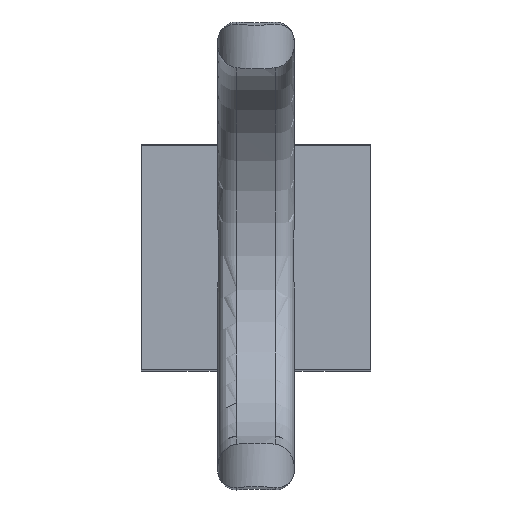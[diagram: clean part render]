
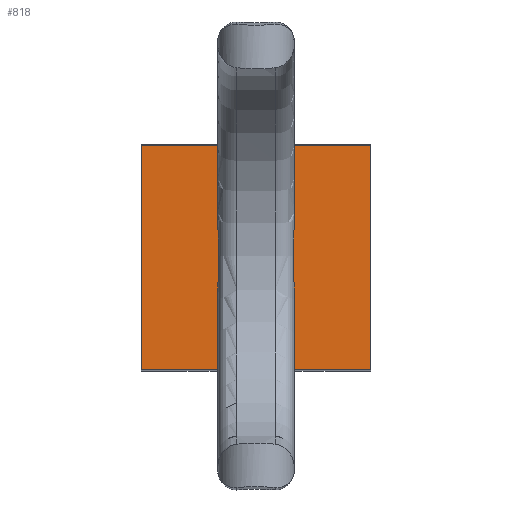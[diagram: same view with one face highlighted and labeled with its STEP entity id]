
A CAD part, top view. The second image highlights one B-rep face of the part: STEP entity #818.
In plain terms, the highlighted planar face has unit normal (0, 0, 1).
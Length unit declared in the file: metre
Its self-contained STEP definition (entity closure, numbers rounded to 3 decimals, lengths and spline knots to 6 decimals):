
#30=PLANE('',#886);
#45=B_SPLINE_CURVE_WITH_KNOTS('',3,(#1255,#1256,#1257,#1258,#1259,#1260,
#1261,#1262,#1263),.UNSPECIFIED.,.F.,.F.,(4,1,1,1,1,1,4),(0.,0.001877,
0.003755,0.005632,0.00751,0.011265,
0.01502),.UNSPECIFIED.);
#46=B_SPLINE_CURVE_WITH_KNOTS('',3,(#1267,#1268,#1269,#1270,#1271),
 .UNSPECIFIED.,.F.,.F.,(4,1,4),(0.,0.011485,0.02297),
 .UNSPECIFIED.);
#47=B_SPLINE_CURVE_WITH_KNOTS('',3,(#1275,#1276,#1277,#1278,#1279,#1280,
#1281,#1282,#1283),.UNSPECIFIED.,.F.,.F.,(4,1,1,1,1,1,4),(0.,0.003704,
0.007409,0.009261,0.011113,0.012966,
0.014818),.UNSPECIFIED.);
#48=B_SPLINE_CURVE_WITH_KNOTS('',3,(#1287,#1288,#1289,#1290,#1291,#1292,
#1293,#1294,#1295),.UNSPECIFIED.,.F.,.F.,(4,1,1,1,1,1,4),(0.,0.001877,
0.003755,0.005632,0.00751,0.011265,
0.01502),.UNSPECIFIED.);
#49=B_SPLINE_CURVE_WITH_KNOTS('',3,(#1299,#1300,#1301,#1302,#1303),
 .UNSPECIFIED.,.F.,.F.,(4,1,4),(0.,0.011485,0.02297),
 .UNSPECIFIED.);
#50=B_SPLINE_CURVE_WITH_KNOTS('',3,(#1307,#1308,#1309,#1310,#1311,#1312,
#1313,#1314,#1315),.UNSPECIFIED.,.F.,.F.,(4,1,1,1,1,1,4),(0.,0.003704,
0.007409,0.009261,0.011113,0.012966,
0.014818),.UNSPECIFIED.);
#139=ORIENTED_EDGE('',*,*,#389,.F.);
#140=ORIENTED_EDGE('',*,*,#397,.F.);
#141=ORIENTED_EDGE('',*,*,#398,.T.);
#142=ORIENTED_EDGE('',*,*,#399,.T.);
#143=ORIENTED_EDGE('',*,*,#395,.F.);
#144=ORIENTED_EDGE('',*,*,#400,.T.);
#145=ORIENTED_EDGE('',*,*,#401,.F.);
#146=ORIENTED_EDGE('',*,*,#402,.T.);
#147=ORIENTED_EDGE('',*,*,#403,.F.);
#148=ORIENTED_EDGE('',*,*,#404,.T.);
#149=ORIENTED_EDGE('',*,*,#405,.T.);
#150=ORIENTED_EDGE('',*,*,#406,.T.);
#151=ORIENTED_EDGE('',*,*,#407,.T.);
#152=ORIENTED_EDGE('',*,*,#408,.T.);
#153=ORIENTED_EDGE('',*,*,#409,.T.);
#154=ORIENTED_EDGE('',*,*,#410,.T.);
#389=EDGE_CURVE('',#518,#519,#599,.F.);
#395=EDGE_CURVE('',#524,#525,#600,.F.);
#397=EDGE_CURVE('',#526,#518,#601,.T.);
#398=EDGE_CURVE('',#526,#527,#602,.T.);
#399=EDGE_CURVE('',#527,#525,#603,.T.);
#400=EDGE_CURVE('',#524,#528,#45,.T.);
#401=EDGE_CURVE('',#529,#528,#604,.T.);
#402=EDGE_CURVE('',#529,#530,#46,.T.);
#403=EDGE_CURVE('',#531,#530,#605,.T.);
#404=EDGE_CURVE('',#531,#532,#47,.T.);
#405=EDGE_CURVE('',#532,#533,#606,.T.);
#406=EDGE_CURVE('',#533,#534,#48,.T.);
#407=EDGE_CURVE('',#534,#535,#607,.T.);
#408=EDGE_CURVE('',#535,#536,#49,.T.);
#409=EDGE_CURVE('',#536,#537,#608,.T.);
#410=EDGE_CURVE('',#537,#519,#50,.T.);
#518=VERTEX_POINT('',#1219);
#519=VERTEX_POINT('',#1221);
#524=VERTEX_POINT('',#1245);
#525=VERTEX_POINT('',#1247);
#526=VERTEX_POINT('',#1251);
#527=VERTEX_POINT('',#1253);
#528=VERTEX_POINT('',#1264);
#529=VERTEX_POINT('',#1266);
#530=VERTEX_POINT('',#1272);
#531=VERTEX_POINT('',#1274);
#532=VERTEX_POINT('',#1284);
#533=VERTEX_POINT('',#1286);
#534=VERTEX_POINT('',#1296);
#535=VERTEX_POINT('',#1298);
#536=VERTEX_POINT('',#1304);
#537=VERTEX_POINT('',#1306);
#599=LINE('',#1220,#642);
#600=LINE('',#1246,#643);
#601=LINE('',#1250,#644);
#602=LINE('',#1252,#645);
#603=LINE('',#1254,#646);
#604=LINE('',#1265,#647);
#605=LINE('',#1273,#648);
#606=LINE('',#1285,#649);
#607=LINE('',#1297,#650);
#608=LINE('',#1305,#651);
#642=VECTOR('',#983,1.);
#643=VECTOR('',#990,1.);
#644=VECTOR('',#995,1.);
#645=VECTOR('',#996,1.);
#646=VECTOR('',#997,1.);
#647=VECTOR('',#998,1.);
#648=VECTOR('',#999,1.);
#649=VECTOR('',#1000,1.);
#650=VECTOR('',#1001,1.);
#651=VECTOR('',#1002,1.);
#685=EDGE_LOOP('',(#139,#140,#141,#142,#143,#144,#145,#146,#147,#148,#149,
#150,#151,#152,#153,#154));
#742=FACE_BOUND('',#685,.T.);
#818=ADVANCED_FACE('',(#742),#30,.T.);
#886=AXIS2_PLACEMENT_3D('',#1249,#993,#994);
#983=DIRECTION('',(-1.,0.,0.));
#990=DIRECTION('',(-1.,0.,0.));
#993=DIRECTION('',(0.,0.,1.));
#994=DIRECTION('',(1.,0.,0.));
#995=DIRECTION('',(0.,1.,0.));
#996=DIRECTION('',(1.,0.,0.));
#997=DIRECTION('',(0.,1.,0.));
#998=DIRECTION('',(0.,1.,0.));
#999=DIRECTION('',(0.,1.,0.));
#1000=DIRECTION('',(-1.,0.,0.));
#1001=DIRECTION('',(0.,1.,0.));
#1002=DIRECTION('',(0.,1.,0.));
#1219=CARTESIAN_POINT('',(0.02,0.029195,-0.018));
#1220=CARTESIAN_POINT('',(0.0875,0.029195,-0.018));
#1221=CARTESIAN_POINT('',(0.045,0.029195,-0.018));
#1245=CARTESIAN_POINT('',(0.055,0.029195,-0.018));
#1246=CARTESIAN_POINT('',(0.0875,0.029195,-0.018));
#1247=CARTESIAN_POINT('',(0.08,0.029195,-0.018));
#1249=CARTESIAN_POINT('',(0.06,-0.000332,-0.018));
#1250=CARTESIAN_POINT('',(0.02,-0.000332,-0.018));
#1251=CARTESIAN_POINT('',(0.02,-0.029701,-0.018));
#1252=CARTESIAN_POINT('',(0.05,-0.029701,-0.018));
#1253=CARTESIAN_POINT('',(0.08,-0.029701,-0.018));
#1254=CARTESIAN_POINT('',(0.08,-0.000332,-0.018));
#1255=CARTESIAN_POINT('',(0.055,0.029195,-0.018));
#1256=CARTESIAN_POINT('',(0.055636,0.029195,-0.018));
#1257=CARTESIAN_POINT('',(0.056833,0.028658,-0.018));
#1258=CARTESIAN_POINT('',(0.058014,0.027153,-0.018));
#1259=CARTESIAN_POINT('',(0.058798,0.02546,-0.018));
#1260=CARTESIAN_POINT('',(0.059504,0.023051,-0.018));
#1261=CARTESIAN_POINT('',(0.059922,0.020003,-0.018));
#1262=CARTESIAN_POINT('',(0.06,0.01753,-0.018));
#1263=CARTESIAN_POINT('',(0.06,0.016289,-0.018));
#1264=CARTESIAN_POINT('',(0.06,0.016289,-0.018));
#1265=CARTESIAN_POINT('',(0.06,0.008865,-0.018));
#1266=CARTESIAN_POINT('',(0.06,0.011483,-0.018));
#1267=CARTESIAN_POINT('',(0.06,0.011483,-0.018));
#1268=CARTESIAN_POINT('',(0.06,0.007654,-0.018));
#1269=CARTESIAN_POINT('',(0.059702,-0.000001,-0.018));
#1270=CARTESIAN_POINT('',(0.06,-0.007655,-0.018));
#1271=CARTESIAN_POINT('',(0.06,-0.011483,-0.018));
#1272=CARTESIAN_POINT('',(0.06,-0.011483,-0.018));
#1273=CARTESIAN_POINT('',(0.06,0.008865,-0.018));
#1274=CARTESIAN_POINT('',(0.06,-0.016289,-0.018));
#1275=CARTESIAN_POINT('',(0.06,-0.016289,-0.018));
#1276=CARTESIAN_POINT('',(0.06,-0.017531,-0.018));
#1277=CARTESIAN_POINT('',(0.059923,-0.020005,-0.018));
#1278=CARTESIAN_POINT('',(0.0595,-0.023067,-0.018));
#1279=CARTESIAN_POINT('',(0.058794,-0.025473,-0.018));
#1280=CARTESIAN_POINT('',(0.058006,-0.027165,-0.018));
#1281=CARTESIAN_POINT('',(0.056835,-0.028656,-0.018));
#1282=CARTESIAN_POINT('',(0.055635,-0.029195,-0.018));
#1283=CARTESIAN_POINT('',(0.055,-0.029195,-0.018));
#1284=CARTESIAN_POINT('',(0.055,-0.029195,-0.018));
#1285=CARTESIAN_POINT('',(0.0875,-0.029195,-0.018));
#1286=CARTESIAN_POINT('',(0.045,-0.029195,-0.018));
#1287=CARTESIAN_POINT('',(0.045,-0.029195,-0.018));
#1288=CARTESIAN_POINT('',(0.044364,-0.029195,-0.018));
#1289=CARTESIAN_POINT('',(0.043167,-0.028658,-0.018));
#1290=CARTESIAN_POINT('',(0.041986,-0.027153,-0.018));
#1291=CARTESIAN_POINT('',(0.041202,-0.02546,-0.018));
#1292=CARTESIAN_POINT('',(0.040496,-0.023051,-0.018));
#1293=CARTESIAN_POINT('',(0.040078,-0.020003,-0.018));
#1294=CARTESIAN_POINT('',(0.04,-0.01753,-0.018));
#1295=CARTESIAN_POINT('',(0.04,-0.016289,-0.018));
#1296=CARTESIAN_POINT('',(0.04,-0.016289,-0.018));
#1297=CARTESIAN_POINT('',(0.04,0.002197,-0.018));
#1298=CARTESIAN_POINT('',(0.04,-0.011483,-0.018));
#1299=CARTESIAN_POINT('',(0.04,-0.011483,-0.018));
#1300=CARTESIAN_POINT('',(0.04,-0.007654,-0.018));
#1301=CARTESIAN_POINT('',(0.040298,0.000001,-0.018));
#1302=CARTESIAN_POINT('',(0.04,0.007655,-0.018));
#1303=CARTESIAN_POINT('',(0.04,0.011483,-0.018));
#1304=CARTESIAN_POINT('',(0.04,0.011483,-0.018));
#1305=CARTESIAN_POINT('',(0.04,0.002197,-0.018));
#1306=CARTESIAN_POINT('',(0.04,0.016289,-0.018));
#1307=CARTESIAN_POINT('',(0.04,0.016289,-0.018));
#1308=CARTESIAN_POINT('',(0.04,0.017531,-0.018));
#1309=CARTESIAN_POINT('',(0.040077,0.020005,-0.018));
#1310=CARTESIAN_POINT('',(0.0405,0.023067,-0.018));
#1311=CARTESIAN_POINT('',(0.041206,0.025473,-0.018));
#1312=CARTESIAN_POINT('',(0.041994,0.027165,-0.018));
#1313=CARTESIAN_POINT('',(0.043165,0.028656,-0.018));
#1314=CARTESIAN_POINT('',(0.044365,0.029195,-0.018));
#1315=CARTESIAN_POINT('',(0.045,0.029195,-0.018));
